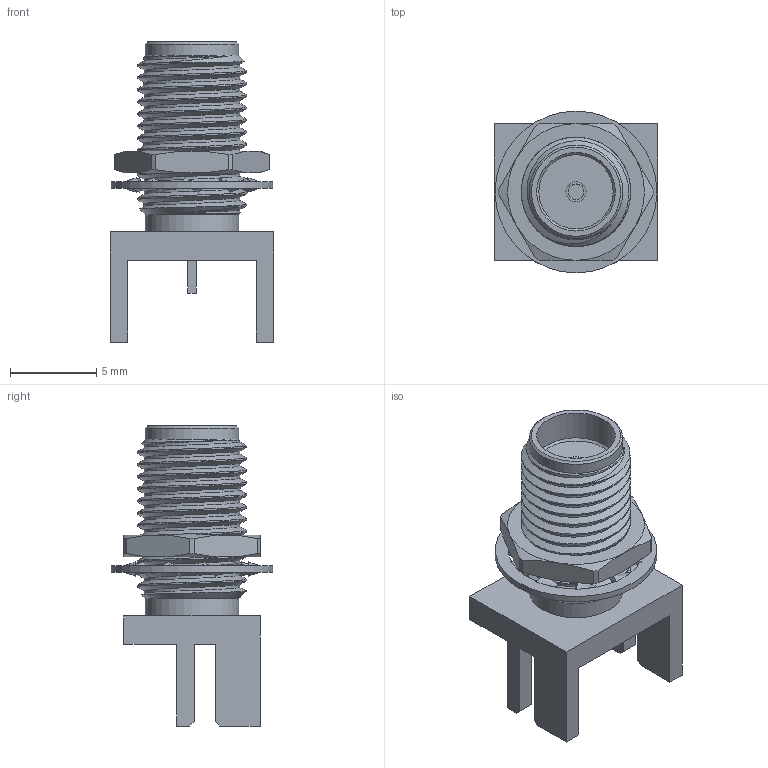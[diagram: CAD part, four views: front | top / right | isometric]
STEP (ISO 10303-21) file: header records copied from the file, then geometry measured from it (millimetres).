
FILE_DESCRIPTION (( 'STEP AP203' ), '1' );
FILE_NAME ('PE44213.step', '2020-05-06T19:12:00', ( '' ), ( '' ), 'SwSTEP 2.0', 'SolidWorks 2018', '' );
FILE_SCHEMA (( 'CONFIG_CONTROL_DESIGN' ));
Length unit declared in the file: inch
Products named in the file (1): PE44213
Bounding box: 9.53 x 9.4 x 17.45 mm (x, y, z)
Volume: 504.4 mm3; surface area: 899.6 mm2
Topology: 3 solids, 3 shells, 147 faces, 427 edges, 293 vertices
Faces by surface type: plane 57, bspline 46, cylinder 26, cone 18
Full cylindrical faces by diameter (mm): 0.914 x1, 1.054 x1, 1.168 x1, 4.49 x1, 4.572 x1, 5.436 x2, 9.398 x1
Entity records: 10026 total; most frequent: CARTESIAN_POINT 6544, ORIENTED_EDGE 824, DIRECTION 514, EDGE_CURVE 412, VERTEX_POINT 290, AXIS2_PLACEMENT_3D 192, B_SPLINE_CURVE_WITH_KNOTS 185, EDGE_LOOP 170
